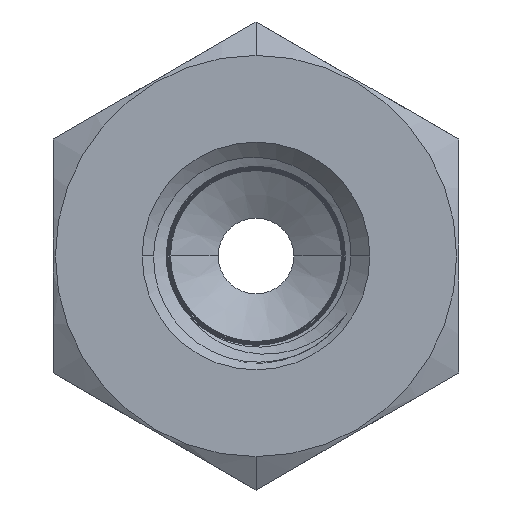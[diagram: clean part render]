
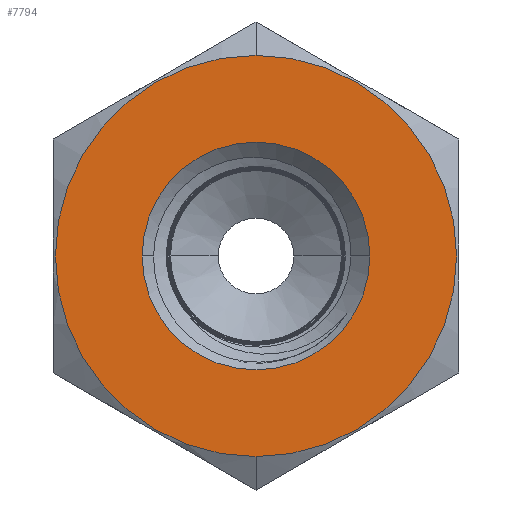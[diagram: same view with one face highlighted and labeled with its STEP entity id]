
A CAD part, front view. The second image highlights one B-rep face of the part: STEP entity #7794.
In plain terms, the highlighted planar face has unit normal (0, -1, 0).
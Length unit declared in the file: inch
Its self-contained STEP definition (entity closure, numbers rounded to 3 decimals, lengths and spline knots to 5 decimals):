
#198 = ORIENTED_EDGE ( 'NONE', *, *, #9841, .T. ) ;
#447 = CARTESIAN_POINT ( 'NONE',  ( -0.281, 0., 0. ) ) ;
#1751 = CARTESIAN_POINT ( 'NONE',  ( 0., 0., 0. ) ) ;
#2541 = CARTESIAN_POINT ( 'NONE',  ( 0., 0., 0. ) ) ;
#2816 = AXIS2_PLACEMENT_3D ( 'NONE', #2946, #5332, #12596 ) ;
#2919 = VERTEX_POINT ( 'NONE', #2922 ) ;
#2922 = CARTESIAN_POINT ( 'NONE',  ( 0., 0., 0.495 ) ) ;
#2946 = CARTESIAN_POINT ( 'NONE',  ( 0., 0., 0. ) ) ;
#3767 = EDGE_LOOP ( 'NONE', ( #4526, #198 ) ) ;
#4153 = DIRECTION ( 'NONE',  ( 0., -1., 0. ) ) ;
#4526 = ORIENTED_EDGE ( 'NONE', *, *, #5024, .T. ) ;
#4642 = EDGE_LOOP ( 'NONE', ( #14251, #4783 ) ) ;
#4783 = ORIENTED_EDGE ( 'NONE', *, *, #6217, .F. ) ;
#4894 = CARTESIAN_POINT ( 'NONE',  ( 0., 0., 0. ) ) ;
#5024 = EDGE_CURVE ( 'NONE', #2919, #14318, #5316, .T. ) ;
#5316 = CIRCLE ( 'NONE', #2816, 0.495 ) ;
#5332 = DIRECTION ( 'NONE',  ( 0., -1., 0. ) ) ;
#6141 = DIRECTION ( 'NONE',  ( 0., -1., 0. ) ) ;
#6217 = EDGE_CURVE ( 'NONE', #6875, #14955, #15489, .T. ) ;
#6442 = FACE_OUTER_BOUND ( 'NONE', #3767, .T. ) ;
#6707 = DIRECTION ( 'NONE',  ( 0., 1., 0. ) ) ;
#6875 = VERTEX_POINT ( 'NONE', #447 ) ;
#7660 = EDGE_CURVE ( 'NONE', #14955, #6875, #8317, .T. ) ;
#7794 = ADVANCED_FACE ( 'NONE', ( #13005, #6442 ), #10205, .F. ) ;
#7844 = CARTESIAN_POINT ( 'NONE',  ( 0., 0., 0. ) ) ;
#7922 = CIRCLE ( 'NONE', #12954, 0.495 ) ;
#8316 = CARTESIAN_POINT ( 'NONE',  ( 0., 0., -0.495 ) ) ;
#8317 = CIRCLE ( 'NONE', #14294, 0.281 ) ;
#8570 = CARTESIAN_POINT ( 'NONE',  ( 0.281, 0., 0. ) ) ;
#9170 = AXIS2_PLACEMENT_3D ( 'NONE', #2541, #13440, #13287 ) ;
#9841 = EDGE_CURVE ( 'NONE', #14318, #2919, #7922, .T. ) ;
#10148 = DIRECTION ( 'NONE',  ( 1., 0., 0. ) ) ;
#10205 = PLANE ( 'NONE',  #12383 ) ;
#12383 = AXIS2_PLACEMENT_3D ( 'NONE', #1751, #6707, #15042 ) ;
#12596 = DIRECTION ( 'NONE',  ( 0., 0., -1. ) ) ;
#12954 = AXIS2_PLACEMENT_3D ( 'NONE', #4894, #6141, #14527 ) ;
#13005 = FACE_BOUND ( 'NONE', #4642, .T. ) ;
#13287 = DIRECTION ( 'NONE',  ( 1., 0., 0. ) ) ;
#13440 = DIRECTION ( 'NONE',  ( 0., -1., 0. ) ) ;
#14251 = ORIENTED_EDGE ( 'NONE', *, *, #7660, .F. ) ;
#14294 = AXIS2_PLACEMENT_3D ( 'NONE', #7844, #4153, #10148 ) ;
#14318 = VERTEX_POINT ( 'NONE', #8316 ) ;
#14527 = DIRECTION ( 'NONE',  ( 0., 0., -1. ) ) ;
#14955 = VERTEX_POINT ( 'NONE', #8570 ) ;
#15042 = DIRECTION ( 'NONE',  ( 0., 0., 1. ) ) ;
#15489 = CIRCLE ( 'NONE', #9170, 0.281 ) ;
